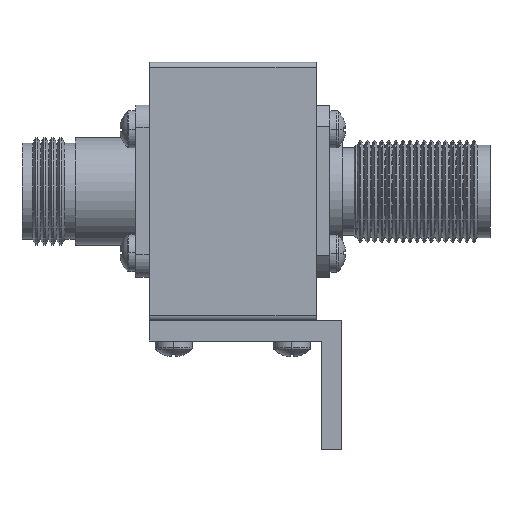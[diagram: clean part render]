
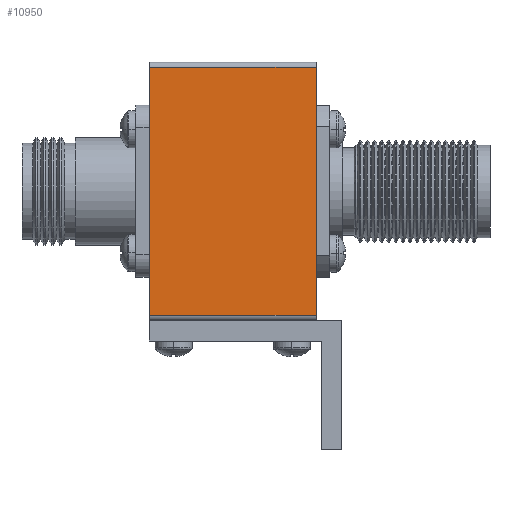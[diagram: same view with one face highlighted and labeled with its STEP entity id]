
A CAD part, top view. The second image highlights one B-rep face of the part: STEP entity #10950.
In plain terms, the highlighted face is planar.
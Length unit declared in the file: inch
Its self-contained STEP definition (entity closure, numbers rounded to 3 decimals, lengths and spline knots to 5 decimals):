
#275 = CARTESIAN_POINT ( 'NONE',  ( 0., 0., 0. ) ) ;
#481 = FACE_OUTER_BOUND ( 'NONE', #17104, .T. ) ;
#812 = EDGE_CURVE ( 'NONE', #6166, #8767, #15511, .T. ) ;
#1351 = LINE ( 'NONE', #16366, #6198 ) ;
#1841 = DIRECTION ( 'NONE',  ( 1., 0., 0. ) ) ;
#3049 = CARTESIAN_POINT ( 'NONE',  ( 1.47, 0., 0. ) ) ;
#3152 = CARTESIAN_POINT ( 'NONE',  ( 0.03, 0., 0. ) ) ;
#3731 = VERTEX_POINT ( 'NONE', #16881 ) ;
#4231 = EDGE_CURVE ( 'NONE', #15596, #8767, #1351, .T. ) ;
#4487 = VECTOR ( 'NONE', #12490, 39.37008 ) ;
#4499 = CARTESIAN_POINT ( 'NONE',  ( 0., 0., 0.97 ) ) ;
#4884 = CARTESIAN_POINT ( 'NONE',  ( 0.03, 0., 0.97 ) ) ;
#5360 = ORIENTED_EDGE ( 'NONE', *, *, #5564, .T. ) ;
#5564 = EDGE_CURVE ( 'NONE', #15596, #3731, #15503, .T. ) ;
#6166 = VERTEX_POINT ( 'NONE', #4884 ) ;
#6198 = VECTOR ( 'NONE', #11086, 39.37008 ) ;
#8180 = ORIENTED_EDGE ( 'NONE', *, *, #14106, .F. ) ;
#8767 = VERTEX_POINT ( 'NONE', #16827 ) ;
#9226 = CARTESIAN_POINT ( 'NONE',  ( 1.47, 0., 0.97 ) ) ;
#9276 = ORIENTED_EDGE ( 'NONE', *, *, #4231, .F. ) ;
#10506 = DIRECTION ( 'NONE',  ( 0., 0., 1. ) ) ;
#10950 = ADVANCED_FACE ( 'NONE', ( #481 ), #12530, .F. ) ;
#11086 = DIRECTION ( 'NONE',  ( -1., 0., 0. ) ) ;
#11159 = AXIS2_PLACEMENT_3D ( 'NONE', #275, #14931, #16496 ) ;
#11857 = VECTOR ( 'NONE', #1841, 39.37008 ) ;
#12490 = DIRECTION ( 'NONE',  ( 0., 0., -1. ) ) ;
#12530 = PLANE ( 'NONE',  #11159 ) ;
#13297 = LINE ( 'NONE', #4499, #11857 ) ;
#14065 = VECTOR ( 'NONE', #10506, 39.37008 ) ;
#14106 = EDGE_CURVE ( 'NONE', #6166, #3731, #13297, .T. ) ;
#14931 = DIRECTION ( 'NONE',  ( 0., 1., 0. ) ) ;
#15503 = LINE ( 'NONE', #9226, #14065 ) ;
#15511 = LINE ( 'NONE', #3152, #4487 ) ;
#15596 = VERTEX_POINT ( 'NONE', #3049 ) ;
#16366 = CARTESIAN_POINT ( 'NONE',  ( 1.5, 0., 0. ) ) ;
#16496 = DIRECTION ( 'NONE',  ( 0., 0., 1. ) ) ;
#16634 = ORIENTED_EDGE ( 'NONE', *, *, #812, .T. ) ;
#16827 = CARTESIAN_POINT ( 'NONE',  ( 0.03, 0., 0. ) ) ;
#16881 = CARTESIAN_POINT ( 'NONE',  ( 1.47, 0., 0.97 ) ) ;
#17104 = EDGE_LOOP ( 'NONE', ( #9276, #5360, #8180, #16634 ) ) ;
